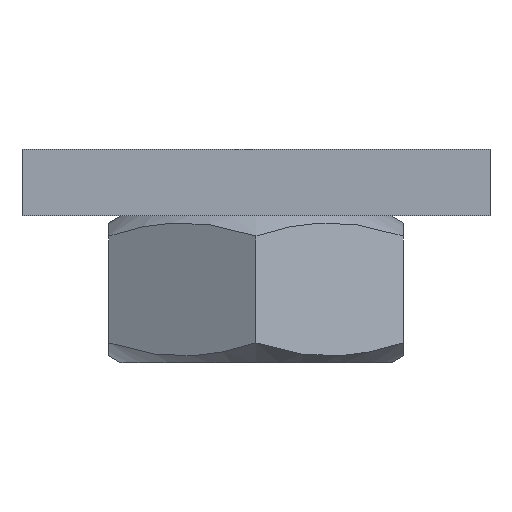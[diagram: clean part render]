
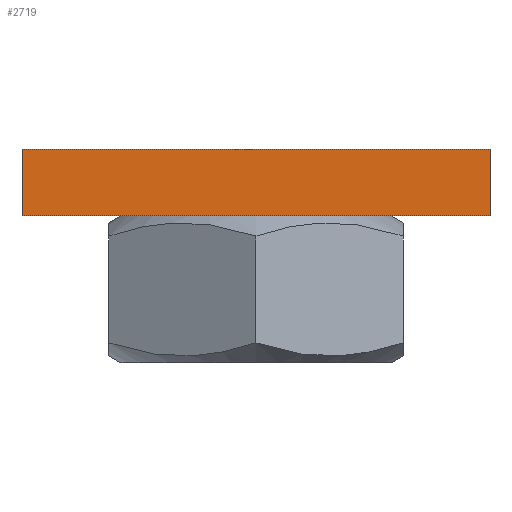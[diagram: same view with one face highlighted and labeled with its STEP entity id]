
A CAD part, front view. The second image highlights one B-rep face of the part: STEP entity #2719.
In plain terms, the highlighted planar face has unit normal (0, -1, 0).
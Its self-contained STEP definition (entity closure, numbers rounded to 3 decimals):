
#279=PLANE('',#2912);
#419=FACE_OUTER_BOUND('',#581,.T.);
#581=EDGE_LOOP('',(#2486,#2487,#2488,#2489));
#720=LINE('',#3650,#961);
#871=LINE('',#4832,#1112);
#874=LINE('',#4838,#1115);
#875=LINE('',#4839,#1116);
#961=VECTOR('',#3109,10.);
#1112=VECTOR('',#3392,10.);
#1115=VECTOR('',#3397,10.);
#1116=VECTOR('',#3398,10.);
#1188=VERTEX_POINT('',#3644);
#1190=VERTEX_POINT('',#3648);
#1371=VERTEX_POINT('',#4831);
#1373=VERTEX_POINT('',#4837);
#1483=EDGE_CURVE('',#1188,#1190,#720,.T.);
#1750=EDGE_CURVE('',#1371,#1188,#871,.T.);
#1753=EDGE_CURVE('',#1373,#1190,#874,.T.);
#1754=EDGE_CURVE('',#1371,#1373,#875,.T.);
#2486=ORIENTED_EDGE('',*,*,#1483,.T.);
#2487=ORIENTED_EDGE('',*,*,#1753,.F.);
#2488=ORIENTED_EDGE('',*,*,#1754,.F.);
#2489=ORIENTED_EDGE('',*,*,#1750,.T.);
#2719=ADVANCED_FACE('',(#419),#279,.T.);
#2912=AXIS2_PLACEMENT_3D('',#4836,#3395,#3396);
#3109=DIRECTION('',(-1.,0.,0.));
#3392=DIRECTION('',(0.,0.,1.));
#3395=DIRECTION('center_axis',(0.,-1.,0.));
#3396=DIRECTION('ref_axis',(0.,0.,-1.));
#3397=DIRECTION('',(0.,0.,1.));
#3398=DIRECTION('',(-1.,0.,0.));
#3644=CARTESIAN_POINT('',(17.5,-140.,5.));
#3648=CARTESIAN_POINT('',(-17.5,-140.,5.));
#3650=CARTESIAN_POINT('',(17.5,-140.,5.));
#4831=CARTESIAN_POINT('',(17.5,-140.,0.));
#4832=CARTESIAN_POINT('',(17.5,-140.,0.));
#4836=CARTESIAN_POINT('Origin',(17.5,-140.,0.));
#4837=CARTESIAN_POINT('',(-17.5,-140.,0.));
#4838=CARTESIAN_POINT('',(-17.5,-140.,0.));
#4839=CARTESIAN_POINT('',(17.5,-140.,0.));
